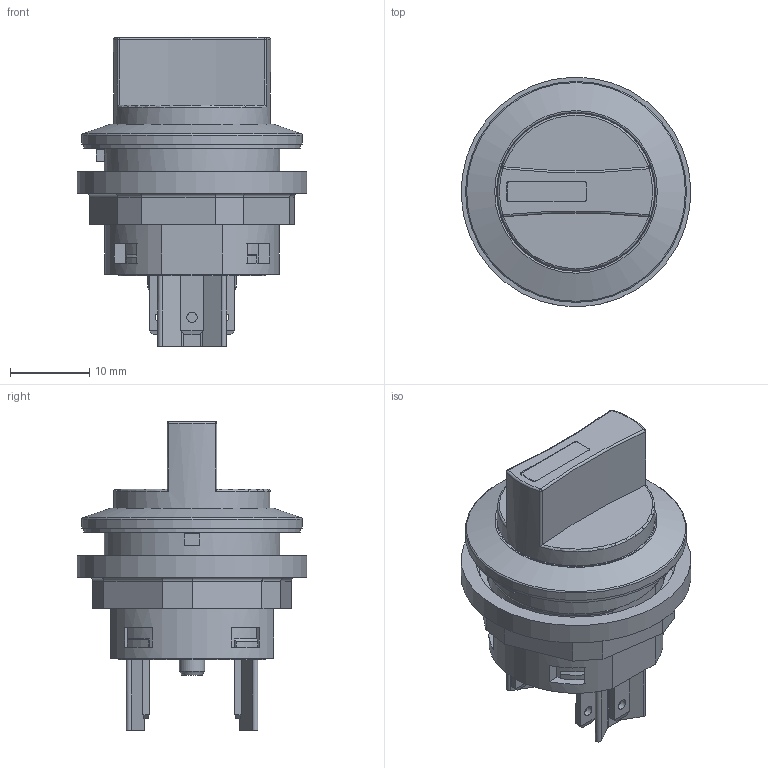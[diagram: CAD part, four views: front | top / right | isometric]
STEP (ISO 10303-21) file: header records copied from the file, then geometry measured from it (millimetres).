
FILE_DESCRIPTION(/* description */ (''),/* implementation_level */ '2;1');
FILE_NAME(/* name */ 'SWBLOI_representative contact.stp',/* time_stamp */ '2015-09-23T12:56:28+02:00',/* author */ ('mharscher'),/* organization */ (''),/* preprocessor_version */ 'ST-DEVELOPER v15.2',/* originating_system */ 'Autodesk Inventor 2014',/* authorisation */ '');
FILE_SCHEMA (('CONFIG_CONTROL_DESIGN'));
Length unit declared in the file: millimetre
Products named in the file (1): SWBLOI
Bounding box: 28.99 x 28.99 x 39 mm (x, y, z)
Volume: 10515.4 mm3; surface area: 5097.1 mm2
Topology: 1 solids, 1 shells, 304 faces, 760 edges, 483 vertices
Faces by surface type: plane 206, cylinder 74, cone 10, torus 10, sphere 4
Full cylindrical faces by diameter (mm): 1.3 x6, 3.2 x3, 18.5 x1, 19.85 x1, 20.05 x1, 22.2 x1, 22.6 x1, 25.35 x1, 27.4 x1, 27.9 x1, 29 x1
Entity records: 8907 total; most frequent: CARTESIAN_POINT 1656, DIRECTION 1502, ORIENTED_EDGE 1450, EDGE_CURVE 725, LINE 510, VECTOR 510, AXIS2_PLACEMENT_3D 496, VERTEX_POINT 476
